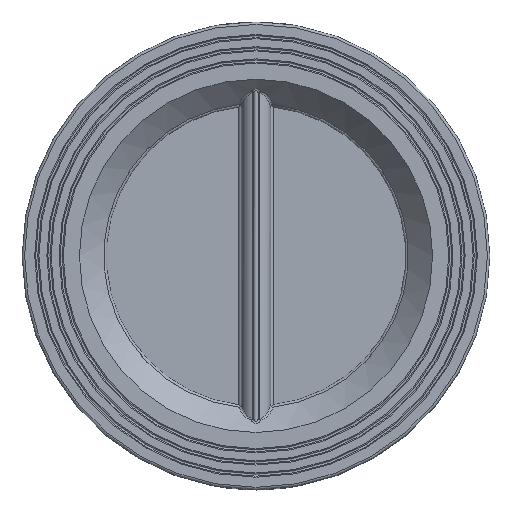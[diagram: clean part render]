
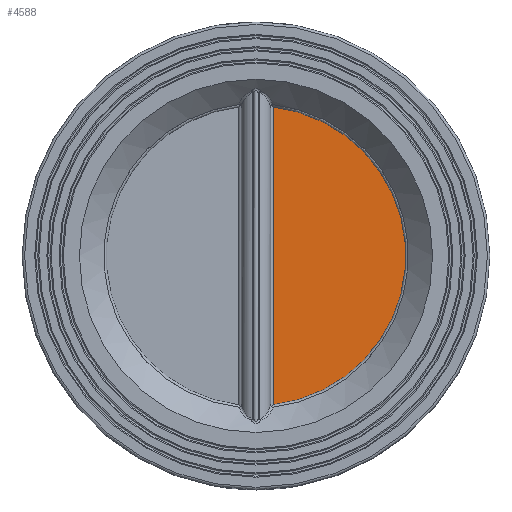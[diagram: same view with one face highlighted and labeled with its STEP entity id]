
A CAD part, top view. The second image highlights one B-rep face of the part: STEP entity #4588.
In plain terms, the highlighted face is planar.
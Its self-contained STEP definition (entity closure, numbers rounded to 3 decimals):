
#308=LINE('',#7214,#560);
#560=VECTOR('',#5348,10.);
#966=PLANE('',#5078);
#1203=FACE_OUTER_BOUND('',#1489,.T.);
#1489=EDGE_LOOP('',(#3926,#3927));
#1588=CIRCLE('',#4779,61.5);
#1840=VERTEX_POINT('',#7152);
#1841=VERTEX_POINT('',#7165);
#2272=EDGE_CURVE('',#1840,#1841,#1588,.T.);
#2279=EDGE_CURVE('',#1841,#1840,#308,.T.);
#3926=ORIENTED_EDGE('',*,*,#2279,.F.);
#3927=ORIENTED_EDGE('',*,*,#2272,.F.);
#4588=ADVANCED_FACE('',(#1203),#966,.T.);
#4779=AXIS2_PLACEMENT_3D('',#7166,#5341,#5342);
#5078=AXIS2_PLACEMENT_3D('',#10306,#6150,#6151);
#5341=DIRECTION('center_axis',(0.,-1.,0.));
#5342=DIRECTION('ref_axis',(0.994,0.,-0.114));
#5348=DIRECTION('',(-1.,0.,0.));
#6150=DIRECTION('center_axis',(0.,1.,0.));
#6151=DIRECTION('ref_axis',(0.,0.,1.));
#7152=CARTESIAN_POINT('',(-61.1,52.,-7.));
#7165=CARTESIAN_POINT('',(61.1,52.,-7.));
#7166=CARTESIAN_POINT('Origin',(0.,52.,0.));
#7214=CARTESIAN_POINT('',(-61.1,52.,-7.));
#10306=CARTESIAN_POINT('Origin',(0.,52.,-34.25));
